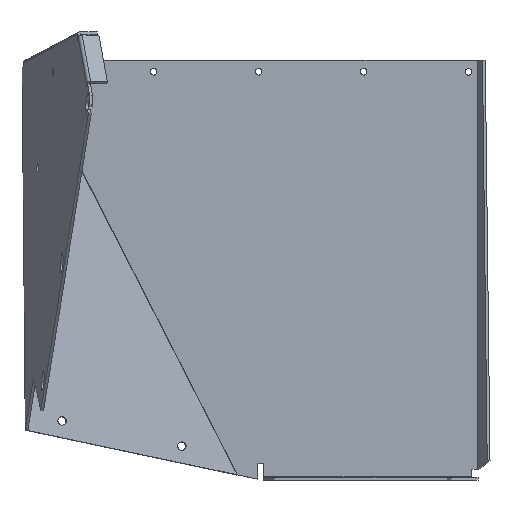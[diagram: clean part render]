
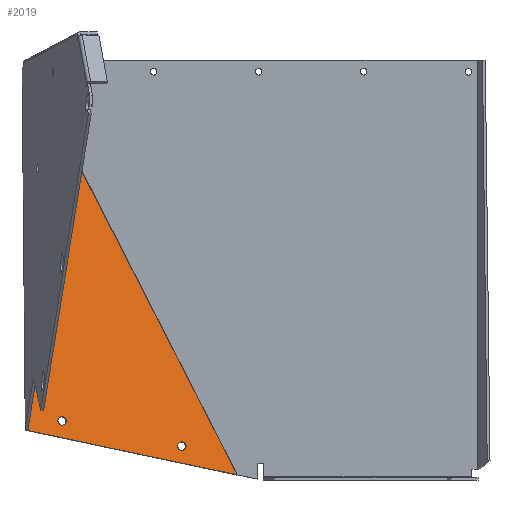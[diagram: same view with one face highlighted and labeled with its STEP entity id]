
A CAD part, top view. The second image highlights one B-rep face of the part: STEP entity #2019.
In plain terms, the highlighted free-form (B-spline) face has degree [1, 1] with [2, 2] control points.
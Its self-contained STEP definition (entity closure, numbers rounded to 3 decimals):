
#1698 = VERTEX_POINT('',#1699);
#1699 = CARTESIAN_POINT('',(-442.906,-7.416,
    0.012));
#1710 = VERTEX_POINT('',#1711);
#1711 = CARTESIAN_POINT('',(-237.829,-408.455,
    0.012));
#1720 = EDGE_CURVE('',#1710,#1698,#1721,.T.);
#1721 = B_SPLINE_CURVE_WITH_KNOTS('',1,(#1722,#1723),.UNSPECIFIED.,.F.,
  .F.,(2,2),(0.,478.897),
  .PIECEWISE_BEZIER_KNOTS.);
#1722 = CARTESIAN_POINT('',(-237.829,-408.455,
    0.012));
#1723 = CARTESIAN_POINT('',(-442.906,-7.416,
    0.012));
#2019 = ADVANCED_FACE('',(#2020,#2042,#2056),#2070,.T.);
#2020 = FACE_BOUND('',#2021,.T.);
#2021 = EDGE_LOOP('',(#2022,#2031,#2036,#2037));
#2022 = ORIENTED_EDGE('',*,*,#2023,.F.);
#2023 = EDGE_CURVE('',#2024,#2026,#2028,.T.);
#2024 = VERTEX_POINT('',#2025);
#2025 = CARTESIAN_POINT('',(-443.308,-365.05,
    34.698));
#2026 = VERTEX_POINT('',#2027);
#2027 = CARTESIAN_POINT('',(-446.491,-7.384,
    0.688));
#2028 = B_SPLINE_CURVE_WITH_KNOTS('',1,(#2029,#2030),.UNSPECIFIED.,.F.,
  .F.,(2,2),(0.,382.),.PIECEWISE_BEZIER_KNOTS.);
#2029 = CARTESIAN_POINT('',(-443.308,-365.05,
    34.698));
#2030 = CARTESIAN_POINT('',(-446.491,-7.384,
    0.688));
#2031 = ORIENTED_EDGE('',*,*,#2032,.T.);
#2032 = EDGE_CURVE('',#2024,#1710,#2033,.T.);
#2033 = B_SPLINE_CURVE_WITH_KNOTS('',1,(#2034,#2035),.UNSPECIFIED.,.F.,
  .F.,(2,2),(0.,226.311),.PIECEWISE_BEZIER_KNOTS.);
#2034 = CARTESIAN_POINT('',(-443.308,-365.05,
    34.698));
#2035 = CARTESIAN_POINT('',(-237.829,-408.455,
    0.012));
#2036 = ORIENTED_EDGE('',*,*,#1720,.T.);
#2037 = ORIENTED_EDGE('',*,*,#2038,.F.);
#2038 = EDGE_CURVE('',#2026,#1698,#2039,.T.);
#2039 = B_SPLINE_CURVE_WITH_KNOTS('',1,(#2040,#2041),.UNSPECIFIED.,.F.,
  .F.,(2,2),(0.,3.879),
  .PIECEWISE_BEZIER_KNOTS.);
#2040 = CARTESIAN_POINT('',(-446.491,-7.384,
    0.688));
#2041 = CARTESIAN_POINT('',(-442.906,-7.416,
    0.012));
#2042 = FACE_BOUND('',#2043,.T.);
#2043 = EDGE_LOOP('',(#2044));
#2044 = ORIENTED_EDGE('',*,*,#2045,.F.);
#2045 = EDGE_CURVE('',#2046,#2046,#2048,.T.);
#2046 = VERTEX_POINT('',#2047);
#2047 = CARTESIAN_POINT('',(-410.225,-359.623,27.912
    ));
#2048 = ( BOUNDED_CURVE() B_SPLINE_CURVE(2,(#2049,#2050,#2051,#2052,
#2053,#2054,#2055),.UNSPECIFIED.,.T.,.F.) B_SPLINE_CURVE_WITH_KNOTS((1,2
    ,2,2,2,1),(-2.094,0.,2.094,4.189,
6.283,8.378),.UNSPECIFIED.) CURVE() 
GEOMETRIC_REPRESENTATION_ITEM() RATIONAL_B_SPLINE_CURVE((1.,0.5,1.,0.5,
1.,0.5,1.)) REPRESENTATION_ITEM('') );
#2049 = CARTESIAN_POINT('',(-410.225,-359.623,27.912
    ));
#2050 = CARTESIAN_POINT('',(-403.02,-359.754,
    26.561));
#2051 = CARTESIAN_POINT('',(-406.623,-353.369,
    26.625));
#2052 = CARTESIAN_POINT('',(-410.225,-346.984,
    26.689));
#2053 = CARTESIAN_POINT('',(-413.827,-353.238,
    27.976));
#2054 = CARTESIAN_POINT('',(-417.429,-359.492,
    29.263));
#2055 = CARTESIAN_POINT('',(-410.225,-359.623,27.912
    ));
#2056 = FACE_BOUND('',#2057,.T.);
#2057 = EDGE_LOOP('',(#2058));
#2058 = ORIENTED_EDGE('',*,*,#2059,.F.);
#2059 = EDGE_CURVE('',#2060,#2060,#2062,.T.);
#2060 = VERTEX_POINT('',#2061);
#2061 = CARTESIAN_POINT('',(-292.191,-384.556,7.987
    ));
#2062 = ( BOUNDED_CURVE() B_SPLINE_CURVE(2,(#2063,#2064,#2065,#2066,
#2067,#2068,#2069),.UNSPECIFIED.,.T.,.F.) B_SPLINE_CURVE_WITH_KNOTS((1,2
    ,2,2,2,1),(-2.094,0.,2.094,4.189,
6.283,8.378),.UNSPECIFIED.) CURVE() 
GEOMETRIC_REPRESENTATION_ITEM() RATIONAL_B_SPLINE_CURVE((1.,0.5,1.,0.5,
1.,0.5,1.)) REPRESENTATION_ITEM('') );
#2063 = CARTESIAN_POINT('',(-292.191,-384.556,7.987
    ));
#2064 = CARTESIAN_POINT('',(-284.987,-384.687,
    6.637));
#2065 = CARTESIAN_POINT('',(-288.589,-378.302,
    6.7));
#2066 = CARTESIAN_POINT('',(-292.191,-371.917,6.764
    ));
#2067 = CARTESIAN_POINT('',(-295.793,-378.171,
    8.051));
#2068 = CARTESIAN_POINT('',(-299.395,-384.425,
    9.338));
#2069 = CARTESIAN_POINT('',(-292.191,-384.556,7.987
    ));
#2070 = B_SPLINE_SURFACE_WITH_KNOTS('',1,1,(
    (#2071,#2072)
    ,(#2073,#2074
    )),.UNSPECIFIED.,.F.,.F.,.F.,(2,2),(2,2),(253.084,475.),(
    8.,434.383),.PIECEWISE_BEZIER_KNOTS.);
#2071 = CARTESIAN_POINT('',(-241.382,-9.233,
    -37.95));
#2072 = CARTESIAN_POINT('',(-237.829,-408.455,
    0.012));
#2073 = CARTESIAN_POINT('',(-446.491,-7.384,
    0.688));
#2074 = CARTESIAN_POINT('',(-442.939,-406.606,
    38.65));
